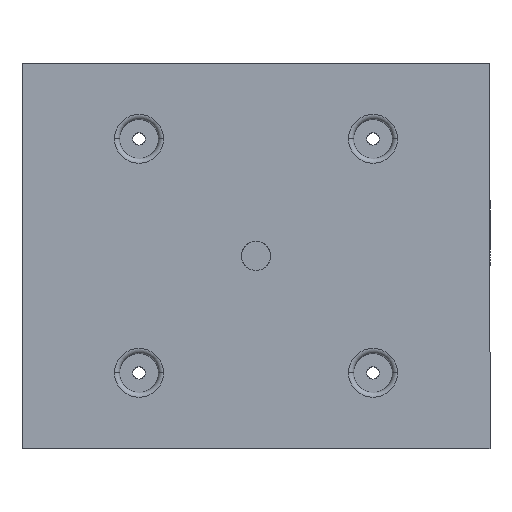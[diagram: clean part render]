
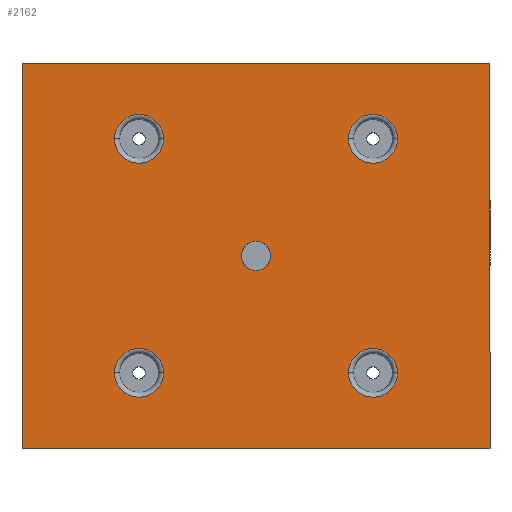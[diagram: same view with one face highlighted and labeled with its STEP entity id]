
A CAD part, top view. The second image highlights one B-rep face of the part: STEP entity #2162.
In plain terms, the highlighted planar face has unit normal (0, 0, 1).
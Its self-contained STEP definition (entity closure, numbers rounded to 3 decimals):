
#133 = VERTEX_POINT ( 'NONE', #589 ) ;
#135 = CIRCLE ( 'NONE', #352, 10. ) ;
#154 = PLANE ( 'NONE',  #1964 ) ;
#196 = LINE ( 'NONE', #3132, #1966 ) ;
#202 = CARTESIAN_POINT ( 'NONE',  ( 102., 79., 60. ) ) ;
#210 = CARTESIAN_POINT ( 'NONE',  ( 96., 79., 60. ) ) ;
#242 = DIRECTION ( 'NONE',  ( -1., 0., 0. ) ) ;
#262 = CARTESIAN_POINT ( 'NONE',  ( 192., 0., 60. ) ) ;
#289 = AXIS2_PLACEMENT_3D ( 'NONE', #210, #3234, #1298 ) ;
#294 = ORIENTED_EDGE ( 'NONE', *, *, #1799, .T. ) ;
#314 = EDGE_CURVE ( 'NONE', #1906, #2203, #3478, .T. ) ;
#333 = DIRECTION ( 'NONE',  ( 0., 0., -1. ) ) ;
#342 = EDGE_CURVE ( 'NONE', #2203, #1906, #1312, .T. ) ;
#344 = CARTESIAN_POINT ( 'NONE',  ( 48., 31., 60. ) ) ;
#352 = AXIS2_PLACEMENT_3D ( 'NONE', #2391, #1811, #1575 ) ;
#376 = ORIENTED_EDGE ( 'NONE', *, *, #342, .F. ) ;
#451 = DIRECTION ( 'NONE',  ( -1., 0., 0. ) ) ;
#472 = DIRECTION ( 'NONE',  ( 0., 0., 1. ) ) ;
#568 = VERTEX_POINT ( 'NONE', #3075 ) ;
#589 = CARTESIAN_POINT ( 'NONE',  ( 154., 127., 60. ) ) ;
#615 = VERTEX_POINT ( 'NONE', #1451 ) ;
#690 = VECTOR ( 'NONE', #2855, 1000. ) ;
#723 = FACE_BOUND ( 'NONE', #3084, .T. ) ;
#769 = EDGE_CURVE ( 'NONE', #1862, #2930, #808, .T. ) ;
#794 = CARTESIAN_POINT ( 'NONE',  ( 38., 31., 60. ) ) ;
#808 = CIRCLE ( 'NONE', #1465, 10. ) ;
#870 = ORIENTED_EDGE ( 'NONE', *, *, #1550, .T. ) ;
#908 = EDGE_CURVE ( 'NONE', #1584, #133, #2495, .T. ) ;
#919 = LINE ( 'NONE', #2678, #2056 ) ;
#961 = VERTEX_POINT ( 'NONE', #1389 ) ;
#993 = VERTEX_POINT ( 'NONE', #1652 ) ;
#1019 = EDGE_LOOP ( 'NONE', ( #2881, #3403, #2623, #1277 ) ) ;
#1026 = CARTESIAN_POINT ( 'NONE',  ( 134., 127., 60. ) ) ;
#1118 = DIRECTION ( 'NONE',  ( -1., 0., 0. ) ) ;
#1220 = CARTESIAN_POINT ( 'NONE',  ( 90., 79., 60. ) ) ;
#1267 = CIRCLE ( 'NONE', #3297, 10. ) ;
#1272 = CARTESIAN_POINT ( 'NONE',  ( 48., 127., 60. ) ) ;
#1277 = ORIENTED_EDGE ( 'NONE', *, *, #1418, .T. ) ;
#1298 = DIRECTION ( 'NONE',  ( 1., 0., 0. ) ) ;
#1307 = DIRECTION ( 'NONE',  ( -1., 0., 0. ) ) ;
#1312 = CIRCLE ( 'NONE', #289, 6. ) ;
#1316 = CARTESIAN_POINT ( 'NONE',  ( 144., 31., 60. ) ) ;
#1389 = CARTESIAN_POINT ( 'NONE',  ( 192., 158., 60. ) ) ;
#1399 = AXIS2_PLACEMENT_3D ( 'NONE', #344, #333, #2217 ) ;
#1408 = AXIS2_PLACEMENT_3D ( 'NONE', #3150, #472, #3426 ) ;
#1418 = EDGE_CURVE ( 'NONE', #961, #3462, #2030, .T. ) ;
#1451 = CARTESIAN_POINT ( 'NONE',  ( 38., 127., 60. ) ) ;
#1465 = AXIS2_PLACEMENT_3D ( 'NONE', #1316, #3489, #242 ) ;
#1489 = ORIENTED_EDGE ( 'NONE', *, *, #2577, .T. ) ;
#1496 = EDGE_LOOP ( 'NONE', ( #2440, #376 ) ) ;
#1508 = DIRECTION ( 'NONE',  ( 0., 1., 0. ) ) ;
#1518 = CARTESIAN_POINT ( 'NONE',  ( 134., 31., 60. ) ) ;
#1534 = AXIS2_PLACEMENT_3D ( 'NONE', #3459, #1548, #1307 ) ;
#1548 = DIRECTION ( 'NONE',  ( 0., 0., -1. ) ) ;
#1550 = EDGE_CURVE ( 'NONE', #568, #1714, #135, .T. ) ;
#1556 = FACE_BOUND ( 'NONE', #2674, .T. ) ;
#1559 = DIRECTION ( 'NONE',  ( -1., 0., 0. ) ) ;
#1575 = DIRECTION ( 'NONE',  ( -1., 0., 0. ) ) ;
#1584 = VERTEX_POINT ( 'NONE', #1026 ) ;
#1617 = EDGE_LOOP ( 'NONE', ( #2352, #1931 ) ) ;
#1652 = CARTESIAN_POINT ( 'NONE',  ( 0., 0., 60. ) ) ;
#1709 = AXIS2_PLACEMENT_3D ( 'NONE', #2437, #3007, #1118 ) ;
#1714 = VERTEX_POINT ( 'NONE', #794 ) ;
#1751 = CARTESIAN_POINT ( 'NONE',  ( 0., 0., 60. ) ) ;
#1772 = CIRCLE ( 'NONE', #1534, 10. ) ;
#1799 = EDGE_CURVE ( 'NONE', #1714, #568, #2826, .T. ) ;
#1811 = DIRECTION ( 'NONE',  ( 0., 0., -1. ) ) ;
#1823 = ORIENTED_EDGE ( 'NONE', *, *, #769, .T. ) ;
#1839 = EDGE_CURVE ( 'NONE', #2930, #1862, #1267, .T. ) ;
#1862 = VERTEX_POINT ( 'NONE', #1518 ) ;
#1892 = FACE_BOUND ( 'NONE', #1617, .T. ) ;
#1897 = FACE_OUTER_BOUND ( 'NONE', #1019, .T. ) ;
#1906 = VERTEX_POINT ( 'NONE', #202 ) ;
#1931 = ORIENTED_EDGE ( 'NONE', *, *, #1980, .T. ) ;
#1936 = LINE ( 'NONE', #3085, #2488 ) ;
#1964 = AXIS2_PLACEMENT_3D ( 'NONE', #1751, #2023, #451 ) ;
#1966 = VECTOR ( 'NONE', #1508, 1000. ) ;
#1980 = EDGE_CURVE ( 'NONE', #133, #1584, #3087, .T. ) ;
#2023 = DIRECTION ( 'NONE',  ( 0., 0., -1. ) ) ;
#2030 = LINE ( 'NONE', #2032, #690 ) ;
#2032 = CARTESIAN_POINT ( 'NONE',  ( 0., 158., 60. ) ) ;
#2056 = VECTOR ( 'NONE', #2652, 1000. ) ;
#2066 = CIRCLE ( 'NONE', #2801, 10. ) ;
#2072 = DIRECTION ( 'NONE',  ( -1., 0., 0. ) ) ;
#2162 = ADVANCED_FACE ( 'NONE', ( #2945, #723, #1556, #1892, #2402, #1897 ), #154, .F. ) ;
#2203 = VERTEX_POINT ( 'NONE', #1220 ) ;
#2217 = DIRECTION ( 'NONE',  ( -1., 0., 0. ) ) ;
#2225 = ORIENTED_EDGE ( 'NONE', *, *, #2248, .T. ) ;
#2248 = EDGE_CURVE ( 'NONE', #3439, #615, #1772, .T. ) ;
#2352 = ORIENTED_EDGE ( 'NONE', *, *, #908, .T. ) ;
#2391 = CARTESIAN_POINT ( 'NONE',  ( 48., 31., 60. ) ) ;
#2402 = FACE_BOUND ( 'NONE', #1496, .T. ) ;
#2437 = CARTESIAN_POINT ( 'NONE',  ( 144., 127., 60. ) ) ;
#2440 = ORIENTED_EDGE ( 'NONE', *, *, #314, .F. ) ;
#2472 = EDGE_CURVE ( 'NONE', #3462, #993, #1936, .T. ) ;
#2488 = VECTOR ( 'NONE', #3097, 1000. ) ;
#2495 = CIRCLE ( 'NONE', #1709, 10. ) ;
#2520 = EDGE_LOOP ( 'NONE', ( #1489, #2225 ) ) ;
#2556 = CARTESIAN_POINT ( 'NONE',  ( 154., 31., 60. ) ) ;
#2577 = EDGE_CURVE ( 'NONE', #615, #3439, #2066, .T. ) ;
#2623 = ORIENTED_EDGE ( 'NONE', *, *, #3438, .T. ) ;
#2625 = CARTESIAN_POINT ( 'NONE',  ( 144., 127., 60. ) ) ;
#2652 = DIRECTION ( 'NONE',  ( 1., 0., 0. ) ) ;
#2674 = EDGE_LOOP ( 'NONE', ( #1823, #3112 ) ) ;
#2678 = CARTESIAN_POINT ( 'NONE',  ( 0., 0., 60. ) ) ;
#2781 = VERTEX_POINT ( 'NONE', #262 ) ;
#2801 = AXIS2_PLACEMENT_3D ( 'NONE', #1272, #2854, #3121 ) ;
#2826 = CIRCLE ( 'NONE', #1399, 10. ) ;
#2854 = DIRECTION ( 'NONE',  ( 0., 0., -1. ) ) ;
#2855 = DIRECTION ( 'NONE',  ( -1., 0., 0. ) ) ;
#2881 = ORIENTED_EDGE ( 'NONE', *, *, #2472, .T. ) ;
#2930 = VERTEX_POINT ( 'NONE', #2556 ) ;
#2945 = FACE_BOUND ( 'NONE', #2520, .T. ) ;
#2991 = CARTESIAN_POINT ( 'NONE',  ( 144., 31., 60. ) ) ;
#3007 = DIRECTION ( 'NONE',  ( 0., 0., -1. ) ) ;
#3058 = EDGE_CURVE ( 'NONE', #993, #2781, #919, .T. ) ;
#3075 = CARTESIAN_POINT ( 'NONE',  ( 58., 31., 60. ) ) ;
#3084 = EDGE_LOOP ( 'NONE', ( #294, #870 ) ) ;
#3085 = CARTESIAN_POINT ( 'NONE',  ( 0., 0., 60. ) ) ;
#3087 = CIRCLE ( 'NONE', #3174, 10. ) ;
#3095 = CARTESIAN_POINT ( 'NONE',  ( 0., 158., 60. ) ) ;
#3097 = DIRECTION ( 'NONE',  ( 0., -1., 0. ) ) ;
#3112 = ORIENTED_EDGE ( 'NONE', *, *, #1839, .T. ) ;
#3121 = DIRECTION ( 'NONE',  ( -1., 0., 0. ) ) ;
#3132 = CARTESIAN_POINT ( 'NONE',  ( 192., 0., 60. ) ) ;
#3150 = CARTESIAN_POINT ( 'NONE',  ( 96., 79., 60. ) ) ;
#3174 = AXIS2_PLACEMENT_3D ( 'NONE', #2625, #3189, #1559 ) ;
#3189 = DIRECTION ( 'NONE',  ( 0., 0., -1. ) ) ;
#3234 = DIRECTION ( 'NONE',  ( 0., 0., 1. ) ) ;
#3281 = DIRECTION ( 'NONE',  ( 0., 0., -1. ) ) ;
#3297 = AXIS2_PLACEMENT_3D ( 'NONE', #2991, #3281, #2072 ) ;
#3366 = CARTESIAN_POINT ( 'NONE',  ( 58., 127., 60. ) ) ;
#3403 = ORIENTED_EDGE ( 'NONE', *, *, #3058, .T. ) ;
#3426 = DIRECTION ( 'NONE',  ( 1., 0., 0. ) ) ;
#3438 = EDGE_CURVE ( 'NONE', #2781, #961, #196, .T. ) ;
#3439 = VERTEX_POINT ( 'NONE', #3366 ) ;
#3459 = CARTESIAN_POINT ( 'NONE',  ( 48., 127., 60. ) ) ;
#3462 = VERTEX_POINT ( 'NONE', #3095 ) ;
#3478 = CIRCLE ( 'NONE', #1408, 6. ) ;
#3489 = DIRECTION ( 'NONE',  ( 0., 0., -1. ) ) ;
